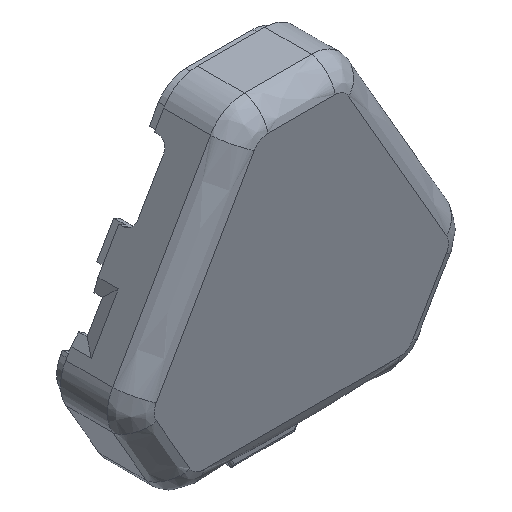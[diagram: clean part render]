
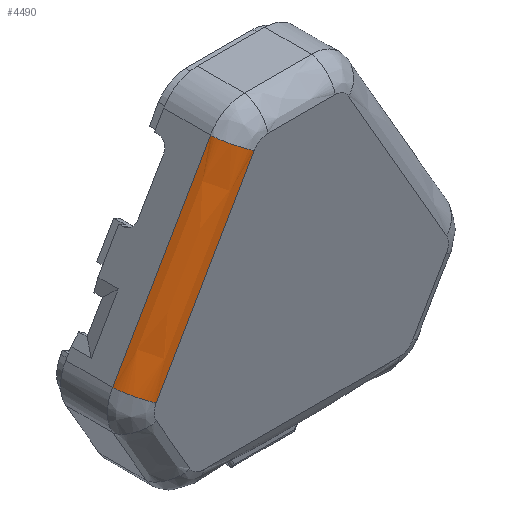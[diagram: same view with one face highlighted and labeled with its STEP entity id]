
A CAD part, isometric view. The second image highlights one B-rep face of the part: STEP entity #4490.
In plain terms, the highlighted free-form (B-spline) face has degree [2, 3] with [3, 4] control points.
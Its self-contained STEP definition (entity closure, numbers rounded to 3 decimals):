
#40 = CARTESIAN_POINT ( 'NONE',  ( -12.807, 0., 12.217 ) ) ;
#89 = CARTESIAN_POINT ( 'NONE',  ( -21.161, 3., -2.252 ) ) ;
#202 = VERTEX_POINT ( 'NONE', #1498 ) ;
#240 = CARTESIAN_POINT ( 'NONE',  ( -16.984, 3., 4.983 ) ) ;
#298 = EDGE_LOOP ( 'NONE', ( #780, #2299, #2612, #2174 ) ) ;
#416 = CARTESIAN_POINT ( 'NONE',  ( -10.209, 0., 10.717 ) ) ;
#482 = CARTESIAN_POINT ( 'NONE',  ( -12.807, 3., 12.217 ) ) ;
#527 = CARTESIAN_POINT ( 'NONE',  ( -6.032, 0., 17.952 ) ) ;
#769 = CARTESIAN_POINT ( 'NONE',  ( -14.386, 0., 3.483 ) ) ;
#780 = ORIENTED_EDGE ( 'NONE', *, *, #4324, .T. ) ;
#1334 = CARTESIAN_POINT ( 'NONE',  ( -6.032, 0., 17.952 ) ) ;
#1404 = B_SPLINE_CURVE_WITH_KNOTS ( 'NONE', 3,
 ( #527, #1979, #3071, #2720 ),
 .UNSPECIFIED., .F., .F.,
 ( 4, 4 ),
 ( 0., 1. ),
 .UNSPECIFIED. ) ;
#1497 = CARTESIAN_POINT ( 'NONE',  ( -8.63, 3., 19.452 ) ) ;
#1498 = CARTESIAN_POINT ( 'NONE',  ( -18.563, 0., -3.752 ) ) ;
#1739 = CARTESIAN_POINT ( 'NONE',  ( -21.161, 3., -2.252 ) ) ;
#1824 = CARTESIAN_POINT ( 'NONE',  ( -6.032, 0., 17.952 ) ) ;
#1906 = CARTESIAN_POINT ( 'NONE',  ( -16.984, 3., 4.983 ) ) ;
#1915 = CARTESIAN_POINT ( 'NONE',  ( -8.63, 3., 19.452 ) ) ;
#1970 = CARTESIAN_POINT ( 'NONE',  ( -6.032, 0., 17.952 ) ) ;
#1979 = CARTESIAN_POINT ( 'NONE',  ( -10.209, 0., 10.717 ) ) ;
#2111 = VERTEX_POINT ( 'NONE', #1970 ) ;
#2174 = ORIENTED_EDGE ( 'NONE', *, *, #3994, .F. ) ;
#2273 = CARTESIAN_POINT ( 'NONE',  ( -21.161, 3., -2.252 ) ) ;
#2299 = ORIENTED_EDGE ( 'NONE', *, *, #4260, .F. ) ;
#2305 = VERTEX_POINT ( 'NONE', #1915 ) ;
#2548 = VERTEX_POINT ( 'NONE', #2273 ) ;
#2612 = ORIENTED_EDGE ( 'NONE', *, *, #4469, .F. ) ;
#2689 = CARTESIAN_POINT ( 'NONE',  ( -18.563, 0., -3.752 ) ) ;
#2720 = CARTESIAN_POINT ( 'NONE',  ( -18.563, 0., -3.752 ) ) ;
#3071 = CARTESIAN_POINT ( 'NONE',  ( -14.386, 0., 3.483 ) ) ;
#3472 = CARTESIAN_POINT ( 'NONE',  ( -21.161, 3., -2.252 ) ) ;
#3557 = CARTESIAN_POINT ( 'NONE',  ( -8.63, 0., 19.452 ) ) ;
#3654 = CARTESIAN_POINT ( 'NONE',  ( -16.984, 0., 4.983 ) ) ;
#3674 = CARTESIAN_POINT ( 'NONE',  ( -18.563, 0., -3.752 ) ) ;
#3790 = CARTESIAN_POINT ( 'NONE',  ( -21.161, 0., -2.252 ) ) ;
#3993 = FACE_OUTER_BOUND ( 'NONE', #298, .T. ) ;
#3994 = EDGE_CURVE ( 'NONE', #2548, #2305, #4227, .T. ) ;
#4039 = CARTESIAN_POINT ( 'NONE',  ( -21.161, 0., -2.252 ) ) ;
#4124 =( BOUNDED_SURFACE ( )  B_SPLINE_SURFACE ( 2, 3, ( 
 ( #89, #1906, #482, #1497 ),
 ( #4039, #3654, #40, #4355 ),
 ( #3674, #769, #416, #1824 ) ),
 .UNSPECIFIED., .F., .F., .F. ) 
 B_SPLINE_SURFACE_WITH_KNOTS ( ( 3, 3 ),
 ( 4, 4 ),
 ( 0., 1. ),
 ( -0.013, 0.013 ),
 .UNSPECIFIED. ) 
 GEOMETRIC_REPRESENTATION_ITEM ( )  RATIONAL_B_SPLINE_SURFACE ( (
 ( 1., 1., 1., 1.),
 ( 0.424, 0.424, 0.424, 0.424),
 ( 1., 1., 1., 1.) ) ) 
 REPRESENTATION_ITEM ( '' )  SURFACE ( )  );
#4217 = CARTESIAN_POINT ( 'NONE',  ( -8.63, 3., 19.452 ) ) ;
#4227 = B_SPLINE_CURVE_WITH_KNOTS ( 'NONE', 3,
 ( #1739, #240, #4577, #4217 ),
 .UNSPECIFIED., .F., .F.,
 ( 4, 4 ),
 ( 0., 1. ),
 .UNSPECIFIED. ) ;
#4260 = EDGE_CURVE ( 'NONE', #2111, #202, #1404, .T. ) ;
#4324 = EDGE_CURVE ( 'NONE', #2548, #202, #4613, .T. ) ;
#4355 = CARTESIAN_POINT ( 'NONE',  ( -8.63, 0., 19.452 ) ) ;
#4469 = EDGE_CURVE ( 'NONE', #2305, #2111, #4643, .T. ) ;
#4490 = ADVANCED_FACE ( 'NONE', ( #3993 ), #4124, .T. ) ;
#4577 = CARTESIAN_POINT ( 'NONE',  ( -12.807, 3., 12.217 ) ) ;
#4590 = CARTESIAN_POINT ( 'NONE',  ( -8.63, 3., 19.452 ) ) ;
#4613 =( BOUNDED_CURVE ( )  B_SPLINE_CURVE ( 2, ( #3472, #3790, #2689 ),
 .UNSPECIFIED., .F., .T. ) 
 B_SPLINE_CURVE_WITH_KNOTS ( ( 3, 3 ),
 ( 0., 1. ),
 .UNSPECIFIED. ) 
 CURVE ( )  GEOMETRIC_REPRESENTATION_ITEM ( )  RATIONAL_B_SPLINE_CURVE ( ( 1., 0.424, 1. ) ) 
 REPRESENTATION_ITEM ( '' )  );
#4643 =( BOUNDED_CURVE ( )  B_SPLINE_CURVE ( 2, ( #4590, #3557, #1334 ),
 .UNSPECIFIED., .F., .T. ) 
 B_SPLINE_CURVE_WITH_KNOTS ( ( 3, 3 ),
 ( 0., 1. ),
 .UNSPECIFIED. ) 
 CURVE ( )  GEOMETRIC_REPRESENTATION_ITEM ( )  RATIONAL_B_SPLINE_CURVE ( ( 1., 0.424, 1. ) ) 
 REPRESENTATION_ITEM ( '' )  );
